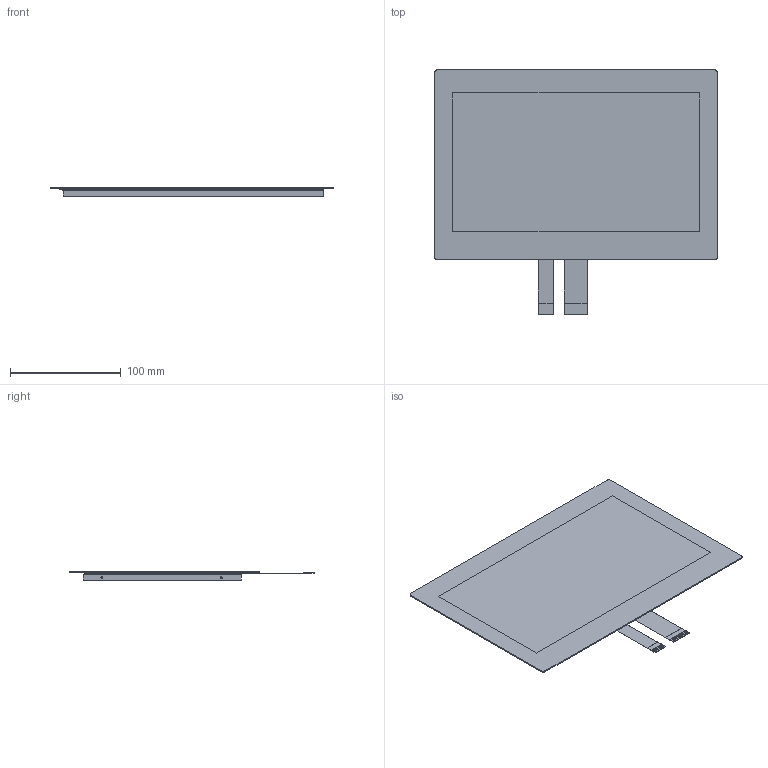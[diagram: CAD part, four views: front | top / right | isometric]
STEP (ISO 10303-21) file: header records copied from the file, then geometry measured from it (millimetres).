
FILE_DESCRIPTION(/* description */ (''),/* implementation_level */ '2;1');
FILE_NAME(/* name */ 'HP_TK-SPA101WS-01.stp',/* time_stamp */ '2023-09-15T13:40:54+09:00',/* author */ ('KIKOU-CAD2'),/* organization */ (''),/* preprocessor_version */ 'ST-DEVELOPER v18.1',/* originating_system */ 'Autodesk Inventor 2020',/* authorisation */ '');
FILE_SCHEMA (('AUTOMOTIVE_DESIGN { 1 0 10303 214 3 1 1 }'));
Products named in the file (1): TK-SPA101WS-01_3D
Bounding box: 255 x 220.77 x 7.72 mm (x, y, z)
Volume: 236814.1 mm3; surface area: 160223.2 mm2
Topology: 1 solids, 2 shells, 1920 faces, 5663 edges, 3739 vertices
Faces by surface type: plane 1359, cylinder 513, bspline 31, sphere 9, cone 4, torus 4
Full cylindrical faces by diameter (mm): 0.5 x2, 1.567 x4
Entity records: 65261 total; most frequent: CARTESIAN_POINT 12924, ORIENTED_EDGE 11302, DIRECTION 10521, EDGE_CURVE 5651, LINE 4473, VECTOR 4473, VERTEX_POINT 3739, AXIS2_PLACEMENT_3D 3024
